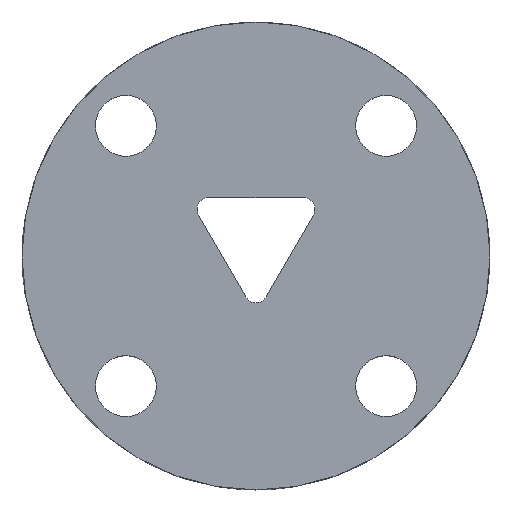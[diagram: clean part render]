
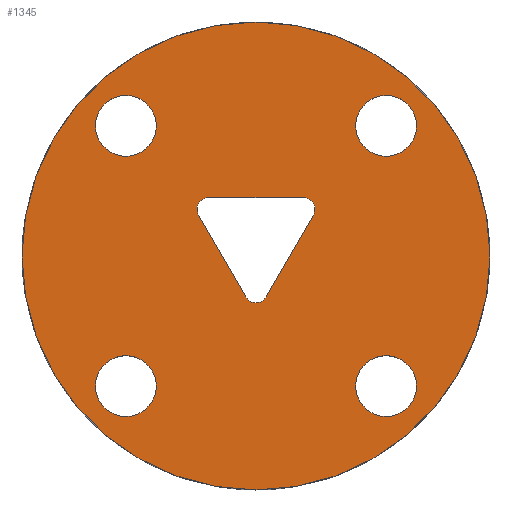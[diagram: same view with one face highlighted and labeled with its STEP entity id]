
A CAD part, top view. The second image highlights one B-rep face of the part: STEP entity #1345.
In plain terms, the highlighted planar face has unit normal (0, 0, 1).
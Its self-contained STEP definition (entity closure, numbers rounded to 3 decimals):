
#35=FACE_BOUND('',#214,.T.);
#36=FACE_BOUND('',#215,.T.);
#37=FACE_BOUND('',#216,.T.);
#38=FACE_BOUND('',#217,.T.);
#39=FACE_BOUND('',#218,.T.);
#64=PLANE('',#1478);
#129=FACE_OUTER_BOUND('',#213,.T.);
#213=EDGE_LOOP('',(#963));
#214=EDGE_LOOP('',(#964,#965,#966,#967,#968,#969));
#215=EDGE_LOOP('',(#970));
#216=EDGE_LOOP('',(#971));
#217=EDGE_LOOP('',(#972));
#218=EDGE_LOOP('',(#973));
#310=LINE('',#2135,#397);
#314=LINE('',#2147,#401);
#318=LINE('',#2158,#405);
#397=VECTOR('',#1671,10.);
#401=VECTOR('',#1683,10.);
#405=VECTOR('',#1695,10.);
#484=CIRCLE('',#1452,1.);
#486=CIRCLE('',#1456,1.);
#488=CIRCLE('',#1460,1.);
#490=CIRCLE('',#1464,2.6);
#492=CIRCLE('',#1467,2.6);
#494=CIRCLE('',#1470,2.6);
#496=CIRCLE('',#1473,2.6);
#498=CIRCLE('',#1476,20.);
#587=VERTEX_POINT('',#2125);
#588=VERTEX_POINT('',#2126);
#591=VERTEX_POINT('',#2134);
#593=VERTEX_POINT('',#2140);
#595=VERTEX_POINT('',#2146);
#597=VERTEX_POINT('',#2152);
#599=VERTEX_POINT('',#2161);
#601=VERTEX_POINT('',#2167);
#603=VERTEX_POINT('',#2173);
#605=VERTEX_POINT('',#2179);
#607=VERTEX_POINT('',#2185);
#713=EDGE_CURVE('',#587,#588,#484,.T.);
#717=EDGE_CURVE('',#588,#591,#310,.T.);
#720=EDGE_CURVE('',#591,#593,#486,.T.);
#723=EDGE_CURVE('',#593,#595,#314,.T.);
#726=EDGE_CURVE('',#595,#597,#488,.T.);
#729=EDGE_CURVE('',#597,#587,#318,.T.);
#731=EDGE_CURVE('',#599,#599,#490,.T.);
#734=EDGE_CURVE('',#601,#601,#492,.T.);
#737=EDGE_CURVE('',#603,#603,#494,.T.);
#740=EDGE_CURVE('',#605,#605,#496,.T.);
#743=EDGE_CURVE('',#607,#607,#498,.T.);
#963=ORIENTED_EDGE('',*,*,#743,.T.);
#964=ORIENTED_EDGE('',*,*,#723,.T.);
#965=ORIENTED_EDGE('',*,*,#726,.T.);
#966=ORIENTED_EDGE('',*,*,#729,.T.);
#967=ORIENTED_EDGE('',*,*,#713,.T.);
#968=ORIENTED_EDGE('',*,*,#717,.T.);
#969=ORIENTED_EDGE('',*,*,#720,.T.);
#970=ORIENTED_EDGE('',*,*,#740,.T.);
#971=ORIENTED_EDGE('',*,*,#737,.T.);
#972=ORIENTED_EDGE('',*,*,#734,.T.);
#973=ORIENTED_EDGE('',*,*,#731,.T.);
#1345=ADVANCED_FACE('',(#129,#35,#36,#37,#38,#39),#64,.T.);
#1452=AXIS2_PLACEMENT_3D('',#2127,#1663,#1664);
#1456=AXIS2_PLACEMENT_3D('',#2141,#1676,#1677);
#1460=AXIS2_PLACEMENT_3D('',#2153,#1688,#1689);
#1464=AXIS2_PLACEMENT_3D('',#2162,#1699,#1700);
#1467=AXIS2_PLACEMENT_3D('',#2168,#1706,#1707);
#1470=AXIS2_PLACEMENT_3D('',#2174,#1713,#1714);
#1473=AXIS2_PLACEMENT_3D('',#2180,#1720,#1721);
#1476=AXIS2_PLACEMENT_3D('',#2186,#1727,#1728);
#1478=AXIS2_PLACEMENT_3D('',#2190,#1732,#1733);
#1663=DIRECTION('center_axis',(0.,0.,-1.));
#1664=DIRECTION('ref_axis',(0.,1.,0.));
#1671=DIRECTION('',(1.,0.,0.));
#1676=DIRECTION('center_axis',(0.,0.,-1.));
#1677=DIRECTION('ref_axis',(0.866,-0.5,0.));
#1683=DIRECTION('',(-0.5,-0.866,0.));
#1688=DIRECTION('center_axis',(0.,0.,-1.));
#1689=DIRECTION('ref_axis',(-0.866,-0.5,0.));
#1695=DIRECTION('',(-0.5,0.866,0.));
#1699=DIRECTION('center_axis',(0.,0.,-1.));
#1700=DIRECTION('ref_axis',(1.,0.,0.));
#1706=DIRECTION('center_axis',(0.,0.,-1.));
#1707=DIRECTION('ref_axis',(1.,0.,0.));
#1713=DIRECTION('center_axis',(0.,0.,-1.));
#1714=DIRECTION('ref_axis',(1.,0.,0.));
#1720=DIRECTION('center_axis',(0.,0.,-1.));
#1721=DIRECTION('ref_axis',(1.,0.,0.));
#1727=DIRECTION('center_axis',(0.,0.,1.));
#1728=DIRECTION('ref_axis',(1.,0.,0.));
#1732=DIRECTION('center_axis',(0.,0.,1.));
#1733=DIRECTION('ref_axis',(1.,0.,0.));
#2125=CARTESIAN_POINT('',(-4.907,3.5,2.));
#2126=CARTESIAN_POINT('',(-4.041,5.,2.));
#2127=CARTESIAN_POINT('Origin',(-4.041,4.,2.));
#2134=CARTESIAN_POINT('',(4.041,5.,2.));
#2135=CARTESIAN_POINT('',(2.021,5.,2.));
#2140=CARTESIAN_POINT('',(4.907,3.5,2.));
#2141=CARTESIAN_POINT('Origin',(4.041,4.,2.));
#2146=CARTESIAN_POINT('',(0.866,-3.5,2.));
#2147=CARTESIAN_POINT('',(1.516,-2.375,2.));
#2152=CARTESIAN_POINT('',(-0.866,-3.5,2.));
#2153=CARTESIAN_POINT('Origin',(0.,-3.,2.));
#2158=CARTESIAN_POINT('',(-3.536,1.125,2.));
#2161=CARTESIAN_POINT('',(-13.722,11.122,2.));
#2162=CARTESIAN_POINT('Origin',(-11.122,11.122,2.));
#2167=CARTESIAN_POINT('',(-13.722,-11.122,2.));
#2168=CARTESIAN_POINT('Origin',(-11.122,-11.122,2.));
#2173=CARTESIAN_POINT('',(8.522,-11.122,2.));
#2174=CARTESIAN_POINT('Origin',(11.122,-11.122,2.));
#2179=CARTESIAN_POINT('',(8.522,11.122,2.));
#2180=CARTESIAN_POINT('Origin',(11.122,11.122,2.));
#2185=CARTESIAN_POINT('',(-20.,0.,2.));
#2186=CARTESIAN_POINT('Origin',(0.,0.,2.));
#2190=CARTESIAN_POINT('Origin',(0.,0.,2.));
